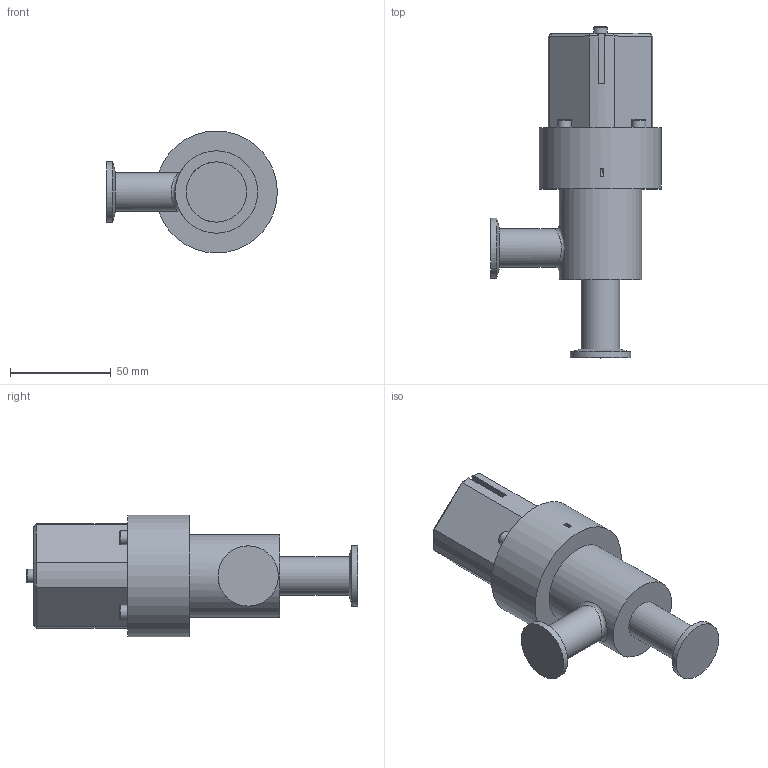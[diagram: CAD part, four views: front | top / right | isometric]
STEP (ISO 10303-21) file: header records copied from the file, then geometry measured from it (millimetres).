
FILE_DESCRIPTION (( 'STEP AP214' ), '1' );
FILE_NAME ('FULLVAC VAPS1KF16.STEP', '2019-06-26T13:26:41', ( '' ), ( '' ), 'SwSTEP 2.0', 'SolidWorks 2017', '' );
FILE_SCHEMA (( 'AUTOMOTIVE_DESIGN' ));
Length unit declared in the file: millimetre
Products named in the file (1): FULLVAC VAPS1KF16
Bounding box: 84.92 x 165.12 x 60.64 mm (x, y, z)
Volume: 257975.6 mm3; surface area: 32779 mm2
Topology: 1 solids, 1 shells, 78 faces, 186 edges, 121 vertices
Faces by surface type: plane 44, cylinder 18, cone 10, bspline 6
Full cylindrical faces by diameter (mm): 6.82 x1, 7 x4, 19.1 x2, 23 x1, 30 x2, 41 x1, 45.72 x1, 60.64 x1
Entity records: 2981 total; most frequent: CARTESIAN_POINT 917, DIRECTION 324, ORIENTED_EDGE 306, EDGE_CURVE 153, AXIS2_PLACEMENT_3D 127, EDGE_LOOP 115, VERTEX_POINT 110, FACE_OUTER_BOUND 97
